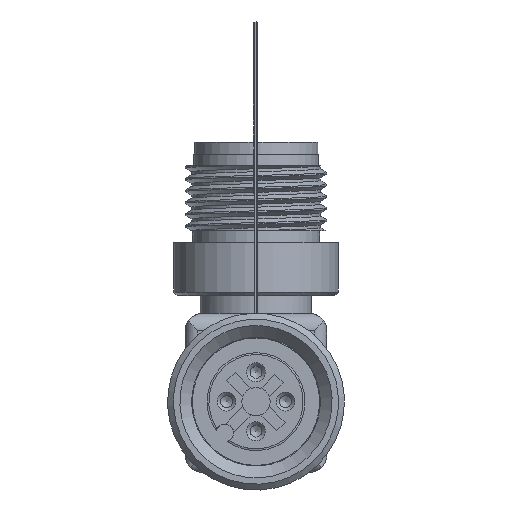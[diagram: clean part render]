
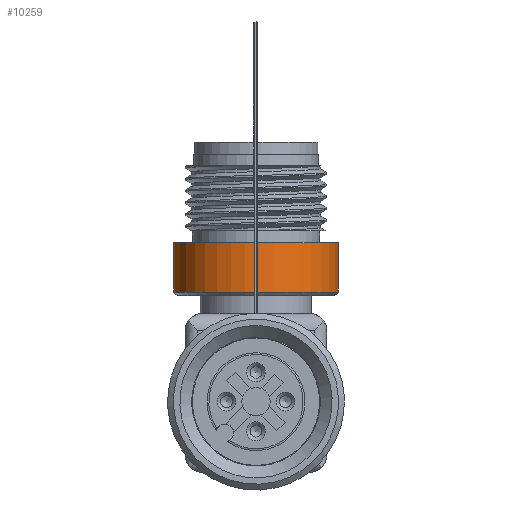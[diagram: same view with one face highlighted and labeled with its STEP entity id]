
A CAD part, front view. The second image highlights one B-rep face of the part: STEP entity #10259.
In plain terms, the highlighted cylindrical face has radius 7 mm (diameter 14 mm), a full revolution.
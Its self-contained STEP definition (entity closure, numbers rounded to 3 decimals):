
#1085=CIRCLE('',#11295,7.);
#1086=CIRCLE('',#11296,7.);
#3221=ORIENTED_EDGE('',*,*,#4683,.T.);
#3222=ORIENTED_EDGE('',*,*,#4684,.F.);
#4683=EDGE_CURVE('',#5618,#5618,#1085,.T.);
#4684=EDGE_CURVE('',#5619,#5619,#1086,.T.);
#5618=VERTEX_POINT('',#18707);
#5619=VERTEX_POINT('',#18709);
#7722=EDGE_LOOP('',(#3221));
#7723=EDGE_LOOP('',(#3222));
#8672=FACE_BOUND('',#7722,.T.);
#8673=FACE_BOUND('',#7723,.T.);
#9066=CYLINDRICAL_SURFACE('',#11294,7.);
#10259=ADVANCED_FACE('',(#8672,#8673),#9066,.T.);
#11294=AXIS2_PLACEMENT_3D('',#18705,#13726,#13727);
#11295=AXIS2_PLACEMENT_3D('',#18706,#13728,#13729);
#11296=AXIS2_PLACEMENT_3D('',#18708,#13730,#13731);
#13726=DIRECTION('',(0.,1.,0.));
#13727=DIRECTION('',(0.,0.,1.));
#13728=DIRECTION('',(0.,-1.,0.));
#13729=DIRECTION('',(0.,0.,-1.));
#13730=DIRECTION('',(0.,-1.,0.));
#13731=DIRECTION('',(1.,0.,0.));
#18705=CARTESIAN_POINT('',(0.,-4.5,0.));
#18706=CARTESIAN_POINT('',(0.,-0.3,0.));
#18707=CARTESIAN_POINT('',(0.,-0.3,-7.));
#18708=CARTESIAN_POINT('',(0.,-4.5,0.));
#18709=CARTESIAN_POINT('',(7.,-4.5,0.));
